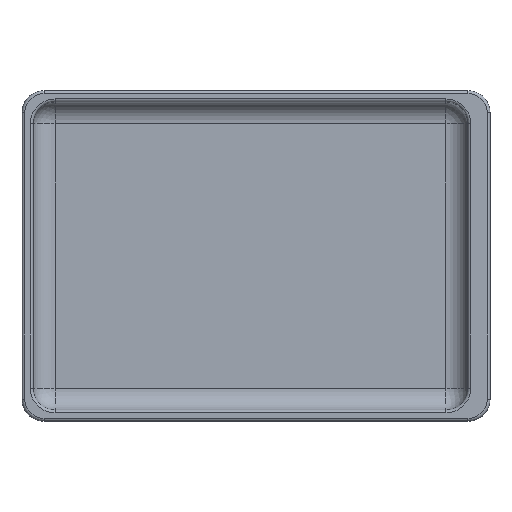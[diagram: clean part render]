
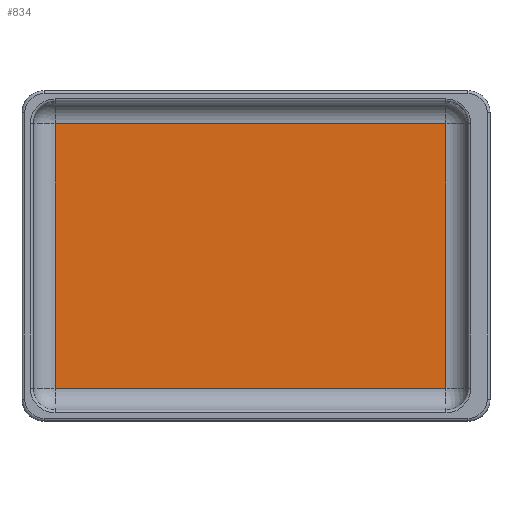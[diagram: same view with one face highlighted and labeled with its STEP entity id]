
A CAD part, top view. The second image highlights one B-rep face of the part: STEP entity #834.
In plain terms, the highlighted planar face has unit normal (0, 0, 1).
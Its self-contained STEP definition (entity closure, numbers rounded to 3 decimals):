
#39=PLANE('',#967);
#104=FACE_OUTER_BOUND('',#165,.T.);
#165=EDGE_LOOP('',(#744,#745,#746,#747));
#209=LINE('',#1499,#260);
#211=LINE('',#1506,#262);
#213=LINE('',#1515,#264);
#214=LINE('',#1520,#265);
#260=VECTOR('',#1209,10.);
#262=VECTOR('',#1217,10.);
#264=VECTOR('',#1229,10.);
#265=VECTOR('',#1238,10.);
#395=VERTEX_POINT('',#1496);
#396=VERTEX_POINT('',#1498);
#398=VERTEX_POINT('',#1504);
#400=VERTEX_POINT('',#1513);
#500=EDGE_CURVE('',#395,#396,#209,.T.);
#504=EDGE_CURVE('',#398,#395,#211,.T.);
#509=EDGE_CURVE('',#400,#398,#213,.T.);
#512=EDGE_CURVE('',#396,#400,#214,.T.);
#744=ORIENTED_EDGE('',*,*,#500,.F.);
#745=ORIENTED_EDGE('',*,*,#504,.F.);
#746=ORIENTED_EDGE('',*,*,#509,.F.);
#747=ORIENTED_EDGE('',*,*,#512,.F.);
#834=ADVANCED_FACE('',(#104),#39,.F.);
#967=AXIS2_PLACEMENT_3D('',#1531,#1256,#1257);
#1209=DIRECTION('',(-1.,0.,0.));
#1217=DIRECTION('',(0.,-1.,0.));
#1229=DIRECTION('',(1.,0.,0.));
#1238=DIRECTION('',(0.,1.,0.));
#1256=DIRECTION('center_axis',(0.,0.,-1.));
#1257=DIRECTION('ref_axis',(-1.,0.,0.));
#1496=CARTESIAN_POINT('',(-8.,6.,2.));
#1498=CARTESIAN_POINT('',(-79.,6.,2.));
#1499=CARTESIAN_POINT('',(-23.75,6.,2.));
#1504=CARTESIAN_POINT('',(-8.,54.,2.));
#1506=CARTESIAN_POINT('',(-8.,44.,2.));
#1513=CARTESIAN_POINT('',(-79.,54.,2.));
#1515=CARTESIAN_POINT('',(-63.25,54.,2.));
#1520=CARTESIAN_POINT('',(-79.,16.,2.));
#1531=CARTESIAN_POINT('Origin',(-43.5,30.,2.));
